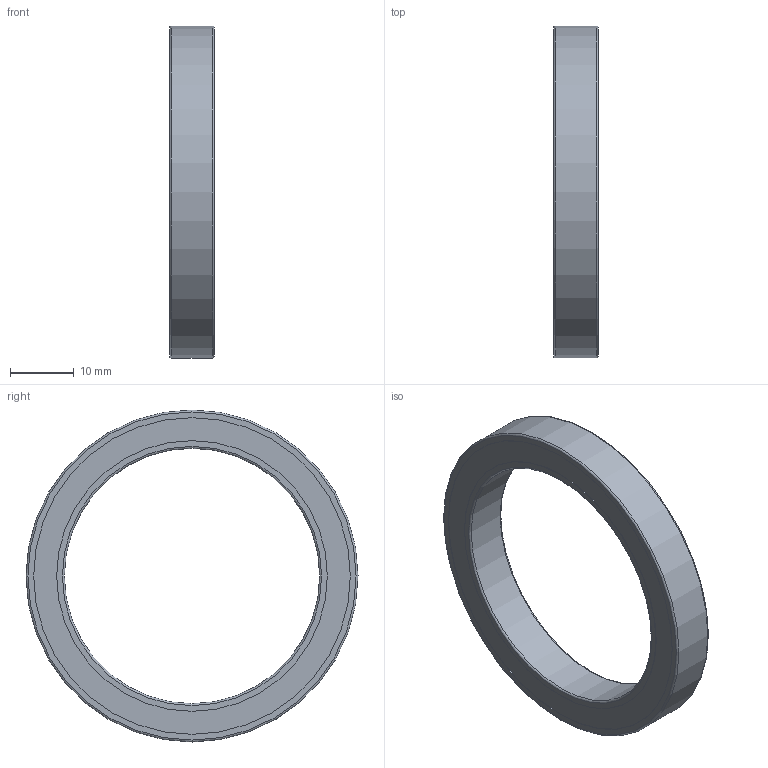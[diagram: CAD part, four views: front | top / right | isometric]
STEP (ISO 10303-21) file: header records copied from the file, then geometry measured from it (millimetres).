
FILE_DESCRIPTION(/* description */ ('STEP AP242','CAx-IF Rec.Pracs.---Representation and Presentation of Product Manufacturing Information (PMI)---4.0---2014-10-13','CAx-IF Rec.Pracs.---3D Tessellated Geometry---0.4---2014-09-14','2;1'),/* implementation_level */ '2;1');
FILE_NAME(/* name */ 'NSK_6808ZZ',/* time_stamp */ '2025-12-10T08:03:44+01:00',/* author */ ('License CC BY-ND 4.0'),/* organization */ ('CADENAS'),/* preprocessor_version */ 'ST-DEVELOPER v20',/* originating_system */ 'PARTsolutions',/* authorisation */ ' ');
FILE_SCHEMA (('AP242_MANAGED_MODEL_BASED_3D_ENGINEERING_MIM_LF { 1 0 10303 442 1 1 4 }'));
Length unit declared in the file: millimetre
Products named in the file (6): NSK_6808ZZ; 6808ZZ Outer ring; 6808ZZ Shield1; 6808ZZ Inner ring; 6808ZZ Ball; 6808ZZ Shield2
Assembly tree (17 placements, depth 2):
  NSK_6808ZZ
    6808ZZ Outer ring
    6808ZZ Shield1
    6808ZZ Inner ring
    6808ZZ Ball  x13
    6808ZZ Shield2
Bounding box: 7 x 52 x 52 mm (x, y, z)
Volume: 3748.2 mm3; surface area: 7581.2 mm2
Topology: 17 solids, 17 shells, 45 faces, 91 edges, 58 vertices
Faces by surface type: cylinder 14, sphere 13, plane 12, torus 6
Full cylindrical faces by diameter (mm): 40 x1, 42.4 x4, 43.4 x2, 48.5 x2, 49.6 x4, 52 x1
Entity records: 915 total; most frequent: DIRECTION 166, CARTESIAN_POINT 116, AXIS2_PLACEMENT_3D 83, FACE_BOUND 65, ORIENTED_EDGE 64, EDGE_LOOP 64, VERTEX_POINT 33, ADVANCED_FACE 33
